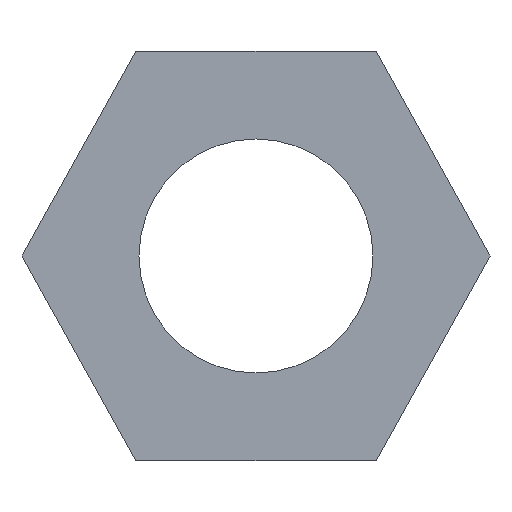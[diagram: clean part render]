
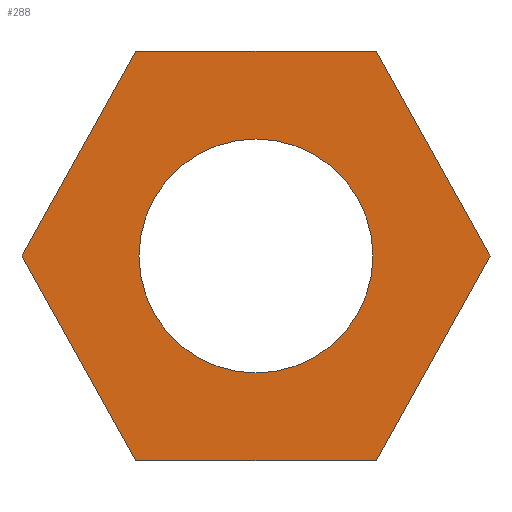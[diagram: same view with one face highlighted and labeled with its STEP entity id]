
A CAD part, front view. The second image highlights one B-rep face of the part: STEP entity #288.
In plain terms, the highlighted planar face has unit normal (0, -1, 0).
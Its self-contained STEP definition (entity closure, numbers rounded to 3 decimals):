
#77=CARTESIAN_POINT('POINT9',(-3.175,0.,0.));
#78=VERTEX_POINT('VERTEX9',#77);
#86=CARTESIAN_POINT('POINT10',(3.175,0.,0.));
#87=VERTEX_POINT('VERTEX10',#86);
#94=CARTESIAN_POINT('POS12',(0.,0.,0.));
#95=DIRECTION('DIR15',(0.,-1.,0.));
#96=DIRECTION('DIR16',(1.,0.,0.));
#97=AXIS2_PLACEMENT_3D('AXIS4',#94,#95,#96);
#98=CIRCLE('ELLIPSE3',#97,3.175);
#99=EDGE_CURVE('EDGE11',#87,#78,#98,.T.);
#112=CARTESIAN_POINT('POS14',(0.,0.,0.));
#113=DIRECTION('DIR19',(0.,-1.,0.));
#114=DIRECTION('DIR20',(-1.,0.,0.));
#115=AXIS2_PLACEMENT_3D('AXIS6',#112,#113,#114);
#116=CIRCLE('ELLIPSE4',#115,3.175);
#117=EDGE_CURVE('EDGE12',#78,#87,#116,.T.);
#127=CARTESIAN_POINT('POINT11',(-6.35,0.,0.));
#128=VERTEX_POINT('VERTEX11',#127);
#136=CARTESIAN_POINT('POINT12',(-3.264,0.,
   -5.55));
#137=VERTEX_POINT('VERTEX12',#136);
#144=CARTESIAN_POINT('POS18',(-3.264,0.,
   -5.55));
#145=DIRECTION('DIR25',(-0.486,0.,0.874));
#146=VECTOR('VEC11',#145,25.4);
#147=LINE('STRAIGHT11',#144,#146);
#148=EDGE_CURVE('EDGE15',#137,#128,#147,.T.);
#158=CARTESIAN_POINT('POINT13',(-3.264,0.,
   5.55));
#159=VERTEX_POINT('VERTEX13',#158);
#168=CARTESIAN_POINT('POS21',(-6.35,0.,0.));
#169=DIRECTION('DIR29',(0.486,0.,0.874));
#170=VECTOR('VEC13',#169,25.4);
#171=LINE('STRAIGHT13',#168,#170);
#172=EDGE_CURVE('EDGE17',#128,#159,#171,.T.);
#182=CARTESIAN_POINT('POINT14',(3.264,0.,
   5.55));
#183=VERTEX_POINT('VERTEX14',#182);
#192=CARTESIAN_POINT('POS24',(-3.264,0.,
   5.55));
#193=DIRECTION('DIR33',(1.,0.,0.));
#194=VECTOR('VEC15',#193,25.4);
#195=LINE('STRAIGHT15',#192,#194);
#196=EDGE_CURVE('EDGE19',#159,#183,#195,.T.);
#206=CARTESIAN_POINT('POINT15',(6.35,0.,0.));
#207=VERTEX_POINT('VERTEX15',#206);
#216=CARTESIAN_POINT('POS27',(3.264,0.,5.55
   ));
#217=DIRECTION('DIR37',(0.486,0.,-0.874));
#218=VECTOR('VEC17',#217,25.4);
#219=LINE('STRAIGHT17',#216,#218);
#220=EDGE_CURVE('EDGE21',#183,#207,#219,.T.);
#230=CARTESIAN_POINT('POINT16',(3.264,0.,
   -5.55));
#231=VERTEX_POINT('VERTEX16',#230);
#240=CARTESIAN_POINT('POS30',(6.35,0.,0.));
#241=DIRECTION('DIR41',(-0.486,0.,-0.874));
#242=VECTOR('VEC19',#241,25.4);
#243=LINE('STRAIGHT19',#240,#242);
#244=EDGE_CURVE('EDGE23',#207,#231,#243,.T.);
#257=CARTESIAN_POINT('POS32',(3.264,0.,
   -5.55));
#258=DIRECTION('DIR44',(-1.,0.,0.));
#259=VECTOR('VEC20',#258,25.4);
#260=LINE('STRAIGHT20',#257,#259);
#261=EDGE_CURVE('EDGE24',#231,#137,#260,.T.);
#271=ORIENTED_EDGE('COEDGE41',*,*,#261,.F.);
#272=ORIENTED_EDGE('COEDGE42',*,*,#244,.F.);
#273=ORIENTED_EDGE('COEDGE43',*,*,#220,.F.);
#274=ORIENTED_EDGE('COEDGE44',*,*,#196,.F.);
#275=ORIENTED_EDGE('COEDGE45',*,*,#172,.F.);
#276=ORIENTED_EDGE('COEDGE46',*,*,#148,.F.);
#277=EDGE_LOOP('NONE',(#271,#272,#273,#274,#275,#276));
#278=FACE_BOUND('LOOP1',#277,.T.);
#279=ORIENTED_EDGE('COEDGE47',*,*,#117,.F.);
#280=ORIENTED_EDGE('COEDGE48',*,*,#99,.F.);
#281=EDGE_LOOP('NONE',(#279,#280));
#282=FACE_BOUND('LOOP1',#281,.T.);
#283=CARTESIAN_POINT('POS34',(0.,0.,0.));
#284=DIRECTION('DIR47',(0.,1.,0.));
#285=DIRECTION('DIR48',(1.,0.,0.));
#286=AXIS2_PLACEMENT_3D('AXIS14',#283,#284,#285);
#287=PLANE('PLANE8',#286);
#288=ADVANCED_FACE('FACE10',(#278,#282),#287,.F.);
